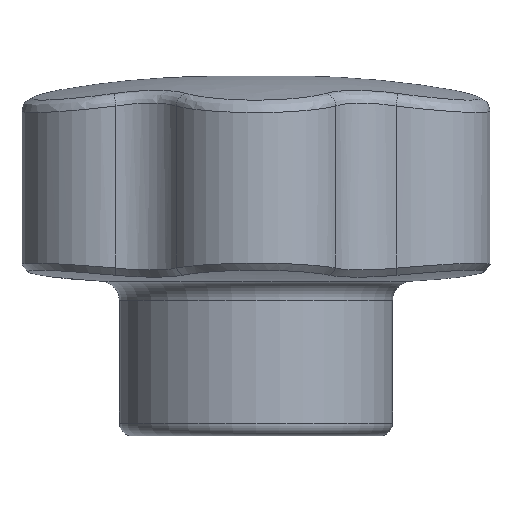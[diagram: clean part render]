
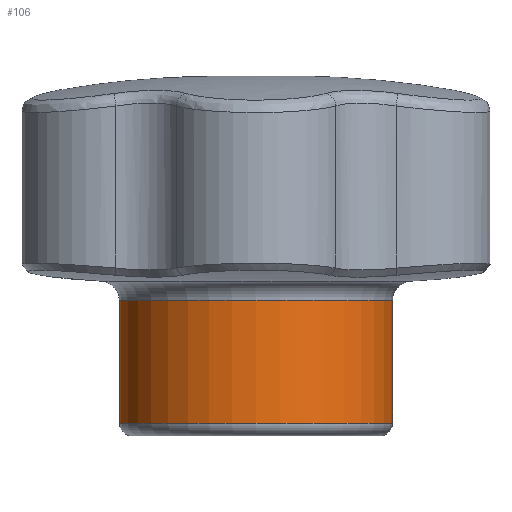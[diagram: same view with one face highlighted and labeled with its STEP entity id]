
A CAD part, front view. The second image highlights one B-rep face of the part: STEP entity #106.
In plain terms, the highlighted cylindrical face has radius 10.65 mm (diameter 21.3 mm), a full revolution.
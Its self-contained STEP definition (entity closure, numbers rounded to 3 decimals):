
#106 = ADVANCED_FACE( '', ( #239, #240 ), #241, .T. );
#239 = FACE_OUTER_BOUND( '', #1662, .T. );
#240 = FACE_OUTER_BOUND( '', #1663, .T. );
#241 = CYLINDRICAL_SURFACE( '', #1664, 10.65 );
#1662 = EDGE_LOOP( '', ( #3454 ) );
#1663 = EDGE_LOOP( '', ( #3455 ) );
#1664 = AXIS2_PLACEMENT_3D( '', #3456, #3457, #3458 );
#3454 = ORIENTED_EDGE( '', *, *, #3731, .T. );
#3455 = ORIENTED_EDGE( '', *, *, #3697, .T. );
#3456 = CARTESIAN_POINT( '', ( 0., 0., 23.65 ) );
#3457 = DIRECTION( '', ( 0., 0., -1. ) );
#3458 = DIRECTION( '', ( 1., 0., 0. ) );
#3697 = EDGE_CURVE( '', #3865, #3865, #3866, .F. );
#3731 = EDGE_CURVE( '', #3919, #3919, #3920, .T. );
#3865 = VERTEX_POINT( '', #4799 );
#3866 = CIRCLE( '', #4800, 10.65 );
#3919 = VERTEX_POINT( '', #5217 );
#3920 = CIRCLE( '', #5218, 10.65 );
#4799 = CARTESIAN_POINT( '', ( 10.65, 0., 10.562 ) );
#4800 = AXIS2_PLACEMENT_3D( '', #6228, #6229, #6230 );
#5217 = CARTESIAN_POINT( '', ( 10.65, 0., 1. ) );
#5218 = AXIS2_PLACEMENT_3D( '', #6252, #6253, #6254 );
#6228 = CARTESIAN_POINT( '', ( 0., 0., 10.562 ) );
#6229 = DIRECTION( '', ( 0., 0., 1. ) );
#6230 = DIRECTION( '', ( 1., 0., 0. ) );
#6252 = CARTESIAN_POINT( '', ( 0., 0., 1. ) );
#6253 = DIRECTION( '', ( 0., 0., 1. ) );
#6254 = DIRECTION( '', ( 1., 0., 0. ) );
